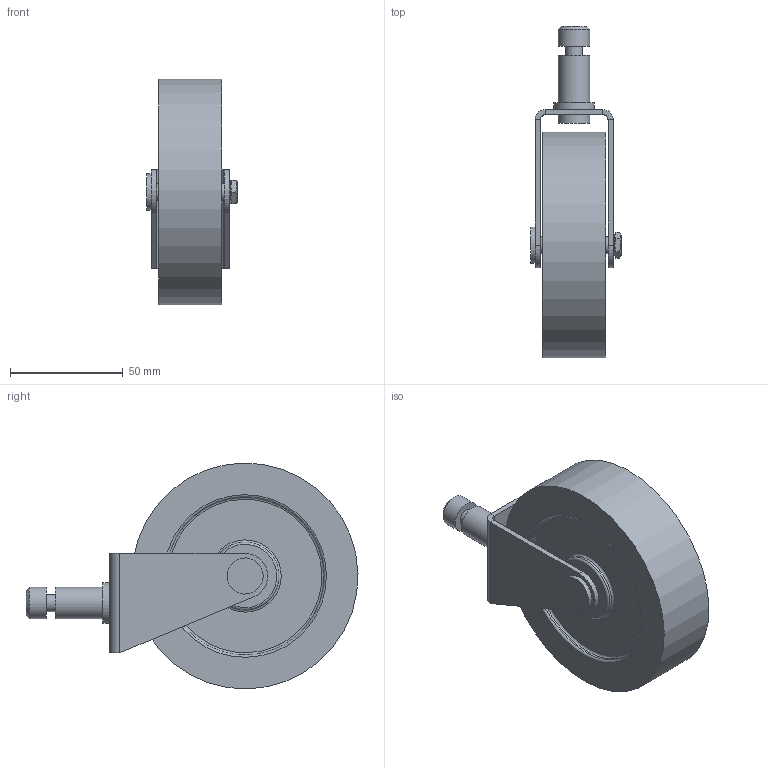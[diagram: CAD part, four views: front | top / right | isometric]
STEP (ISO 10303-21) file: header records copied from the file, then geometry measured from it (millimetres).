
FILE_DESCRIPTION(/* description */ (''),/* implementation_level */ '2;1');
FILE_NAME(/* name */ 'wheel.stp',/* time_stamp */ '2020-08-12T19:43:29+02:00',/* author */ ('Mikes'),/* organization */ (''),/* preprocessor_version */ 'ST-DEVELOPER v18.1',/* originating_system */ 'Autodesk Inventor 2021',/* authorisation */ '');
FILE_SCHEMA (('AUTOMOTIVE_DESIGN { 1 0 10303 214 3 1 1 }'));
Length unit declared in the file: millimetre
Products named in the file (7): Assembly1; Bracket; Bush; Post; shaft; wheel; DIN 439 - M6
Assembly tree (6 placements, depth 2):
  Assembly1
    Bracket
    Bush
    Post
    shaft
    wheel
    DIN 439 - M6
Bounding box: 40.2 x 146.99 x 99.98 mm (x, y, z)
Volume: 220237.8 mm3; surface area: 44606.9 mm2
Topology: 6 solids, 6 shells, 82 faces, 201 edges, 141 vertices
Faces by surface type: plane 42, cylinder 26, torus 8, cone 6
Full cylindrical faces by diameter (mm): 4.917 x1, 6 x1, 7.5 x2, 8 x3, 14 x5, 14.5 x1, 16 x1, 18 x1, 30 x2, 70 x2, 100 x1
Entity records: 2814 total; most frequent: DIRECTION 504, CARTESIAN_POINT 461, ORIENTED_EDGE 402, AXIS2_PLACEMENT_3D 220, EDGE_CURVE 201, VERTEX_POINT 141, CIRCLE 125, EDGE_LOOP 104
